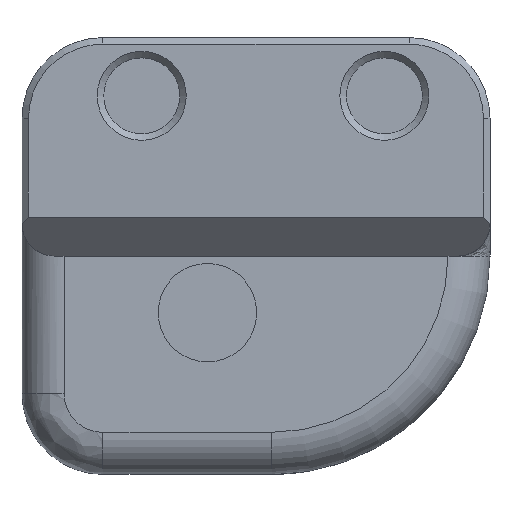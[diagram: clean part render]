
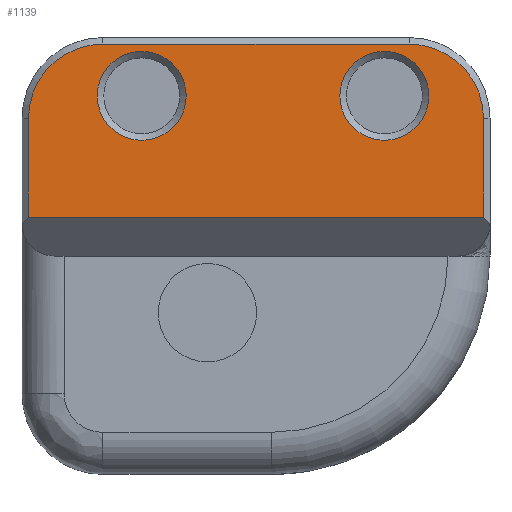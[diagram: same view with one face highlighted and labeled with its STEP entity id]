
A CAD part, left-side view. The second image highlights one B-rep face of the part: STEP entity #1139.
In plain terms, the highlighted planar face has unit normal (-1, 0, 0).
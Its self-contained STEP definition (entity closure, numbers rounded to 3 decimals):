
#21=FACE_BOUND('',#193,.T.);
#22=FACE_BOUND('',#194,.T.);
#46=CIRCLE('',#1216,4.6);
#48=CIRCLE('',#1220,4.6);
#55=CIRCLE('',#1241,2.75);
#58=CIRCLE('',#1245,2.75);
#121=FACE_OUTER_BOUND('',#192,.T.);
#192=EDGE_LOOP('',(#821,#822,#823,#824,#825,#826));
#193=EDGE_LOOP('',(#827));
#194=EDGE_LOOP('',(#828));
#251=LINE('',#1692,#362);
#257=LINE('',#1707,#368);
#261=LINE('',#1719,#372);
#282=LINE('',#1846,#393);
#362=VECTOR('',#1338,10.);
#368=VECTOR('',#1352,10.);
#372=VECTOR('',#1364,10.);
#393=VECTOR('',#1415,10.);
#473=VERTEX_POINT('',#1689);
#474=VERTEX_POINT('',#1691);
#476=VERTEX_POINT('',#1697);
#478=VERTEX_POINT('',#1703);
#480=VERTEX_POINT('',#1709);
#482=VERTEX_POINT('',#1715);
#504=VERTEX_POINT('',#1863);
#507=VERTEX_POINT('',#1871);
#576=EDGE_CURVE('',#473,#474,#251,.T.);
#581=EDGE_CURVE('',#474,#476,#46,.T.);
#584=EDGE_CURVE('',#476,#478,#257,.T.);
#587=EDGE_CURVE('',#478,#480,#48,.T.);
#590=EDGE_CURVE('',#480,#482,#261,.T.);
#619=EDGE_CURVE('',#482,#473,#282,.T.);
#623=EDGE_CURVE('',#504,#504,#55,.T.);
#627=EDGE_CURVE('',#507,#507,#58,.T.);
#821=ORIENTED_EDGE('',*,*,#576,.F.);
#822=ORIENTED_EDGE('',*,*,#619,.F.);
#823=ORIENTED_EDGE('',*,*,#590,.F.);
#824=ORIENTED_EDGE('',*,*,#587,.F.);
#825=ORIENTED_EDGE('',*,*,#584,.F.);
#826=ORIENTED_EDGE('',*,*,#581,.F.);
#827=ORIENTED_EDGE('',*,*,#627,.F.);
#828=ORIENTED_EDGE('',*,*,#623,.F.);
#1088=PLANE('',#1244);
#1139=ADVANCED_FACE('',(#121,#21,#22),#1088,.F.);
#1216=AXIS2_PLACEMENT_3D('',#1701,#1346,#1347);
#1220=AXIS2_PLACEMENT_3D('',#1713,#1358,#1359);
#1241=AXIS2_PLACEMENT_3D('',#1864,#1425,#1426);
#1244=AXIS2_PLACEMENT_3D('',#1870,#1432,#1433);
#1245=AXIS2_PLACEMENT_3D('',#1872,#1434,#1435);
#1338=DIRECTION('',(0.,0.,1.));
#1346=DIRECTION('center_axis',(1.,0.,0.));
#1347=DIRECTION('ref_axis',(0.,0.707,0.707));
#1352=DIRECTION('',(0.,-1.,0.));
#1358=DIRECTION('center_axis',(1.,0.,0.));
#1359=DIRECTION('ref_axis',(0.,-0.707,0.707));
#1364=DIRECTION('',(0.,0.,-1.));
#1415=DIRECTION('',(0.,1.,0.));
#1425=DIRECTION('center_axis',(-1.,0.,0.));
#1426=DIRECTION('ref_axis',(0.,0.,
-1.));
#1432=DIRECTION('center_axis',(1.,0.,0.));
#1433=DIRECTION('ref_axis',(0.,-1.,0.));
#1434=DIRECTION('center_axis',(-1.,0.,0.));
#1435=DIRECTION('ref_axis',(0.,0.,
-1.));
#1689=CARTESIAN_POINT('',(-3.4,139.6,-79.1));
#1691=CARTESIAN_POINT('',(-3.4,139.6,-73.));
#1692=CARTESIAN_POINT('',(-3.4,139.6,-81.5));
#1697=CARTESIAN_POINT('',(-3.4,135.,-68.4));
#1701=CARTESIAN_POINT('Origin',(-3.4,135.,-73.));
#1703=CARTESIAN_POINT('',(-3.4,116.071,-68.4));
#1707=CARTESIAN_POINT('',(-3.4,110.,-68.4));
#1709=CARTESIAN_POINT('',(-3.4,111.471,-73.));
#1713=CARTESIAN_POINT('Origin',(-3.4,116.071,-73.));
#1715=CARTESIAN_POINT('',(-3.4,111.471,-79.1));
#1719=CARTESIAN_POINT('',(-3.4,111.471,-77.336));
#1846=CARTESIAN_POINT('',(-3.4,118.036,-79.1));
#1863=CARTESIAN_POINT('',(-3.4,117.6,-68.85));
#1864=CARTESIAN_POINT('Origin',(-3.4,117.6,-71.6));
#1870=CARTESIAN_POINT('Origin',(-3.4,120.,-81.5));
#1871=CARTESIAN_POINT('',(-3.4,132.6,-68.85));
#1872=CARTESIAN_POINT('Origin',(-3.4,132.6,-71.6));
